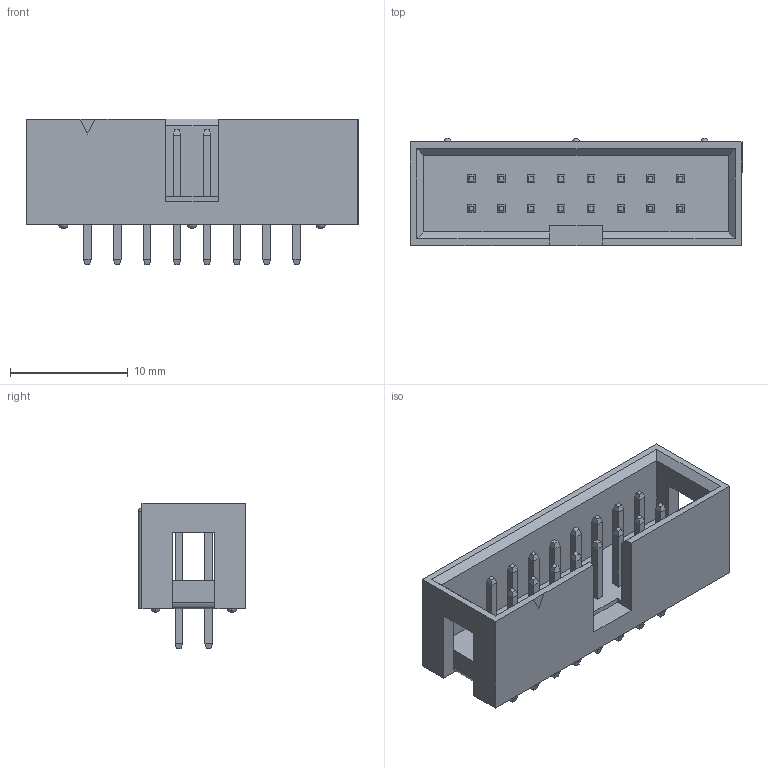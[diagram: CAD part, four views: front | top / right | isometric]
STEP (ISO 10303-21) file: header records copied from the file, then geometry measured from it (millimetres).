
FILE_DESCRIPTION(('FreeCAD Model'),'2;1');
FILE_NAME('Fusion.step','2018-01-08T15:44:03',( 'kicad StepUp'),('ksu MCAD'),'Open CASCADE STEP processor 7.1', 'FreeCAD','Unknown');
FILE_SCHEMA(('AUTOMOTIVE_DESIGN { 1 0 10303 214 1 1 1 1 }'));
Length unit declared in the file: millimetre
Products named in the file (1): Fusion
Bounding box: 28.22 x 9.1 x 12.4 mm (x, y, z)
Volume: 1057.9 mm3; surface area: 1982.2 mm2
Topology: 1 solids, 1 shells, 466 faces, 1045 edges, 600 vertices
Faces by surface type: plane 452, revolution 6, cylinder 5, sphere 3
Entity records: 15586 total; most frequent: CARTESIAN_POINT 2169, ORIENTED_EDGE 2060, DIRECTION 1980, EDGE_CURVE 1030, LINE 996, VECTOR 996, VERTEX_POINT 600, FACE_BOUND 504
